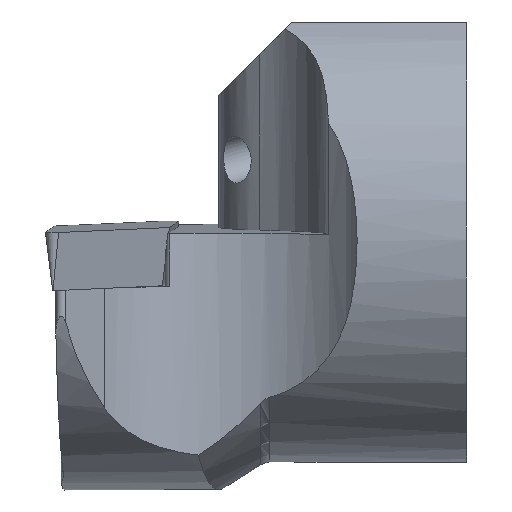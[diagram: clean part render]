
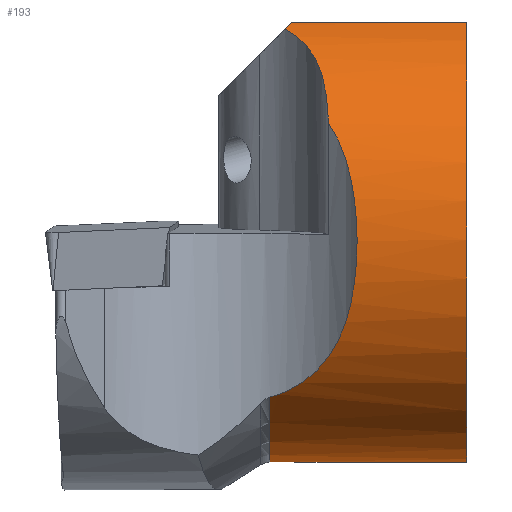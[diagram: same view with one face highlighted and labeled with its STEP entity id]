
A CAD part, front view. The second image highlights one B-rep face of the part: STEP entity #193.
In plain terms, the highlighted cylindrical face has radius 12.5 mm (diameter 25 mm), a partial arc.
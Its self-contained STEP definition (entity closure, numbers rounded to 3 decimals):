
#30=CYLINDRICAL_SURFACE('',#831,12.5);
#50=B_SPLINE_CURVE_WITH_KNOTS('',3,(#1200,#1201,#1202,#1203,#1204,#1205),
 .UNSPECIFIED.,.F.,.F.,(4,2,4),(0.,0.5,1.),.UNSPECIFIED.);
#51=B_SPLINE_CURVE_WITH_KNOTS('',3,(#1207,#1208,#1209,#1210,#1211,#1212,
#1213,#1214,#1215,#1216),.UNSPECIFIED.,.F.,.F.,(4,2,2,2,4),(0.,0.25,0.5,
0.75,1.),.UNSPECIFIED.);
#52=B_SPLINE_CURVE_WITH_KNOTS('',3,(#1217,#1218,#1219,#1220,#1221,#1222),
 .UNSPECIFIED.,.F.,.F.,(4,2,4),(0.,0.5,1.),.UNSPECIFIED.);
#53=B_SPLINE_CURVE_WITH_KNOTS('',3,(#1228,#1229,#1230,#1231,#1232,#1233),
 .UNSPECIFIED.,.F.,.F.,(4,2,4),(0.,0.5,1.),.UNSPECIFIED.);
#65=ELLIPSE('',#828,17.678,12.5);
#66=ELLIPSE('',#830,17.678,12.5);
#159=CIRCLE('',#823,12.5);
#160=CIRCLE('',#826,12.5);
#161=CIRCLE('',#829,12.5);
#193=ADVANCED_FACE('',(#254),#30,.T.);
#254=FACE_OUTER_BOUND('',#291,.T.);
#291=EDGE_LOOP('',(#380,#381,#382,#383,#384,#385,#386,#387,#388,#389,#390,
#391));
#380=ORIENTED_EDGE('',*,*,#637,.T.);
#381=ORIENTED_EDGE('',*,*,#638,.T.);
#382=ORIENTED_EDGE('',*,*,#639,.F.);
#383=ORIENTED_EDGE('',*,*,#640,.T.);
#384=ORIENTED_EDGE('',*,*,#630,.T.);
#385=ORIENTED_EDGE('',*,*,#641,.T.);
#386=ORIENTED_EDGE('',*,*,#642,.F.);
#387=ORIENTED_EDGE('',*,*,#643,.T.);
#388=ORIENTED_EDGE('',*,*,#644,.T.);
#389=ORIENTED_EDGE('',*,*,#645,.T.);
#390=ORIENTED_EDGE('',*,*,#646,.T.);
#391=ORIENTED_EDGE('',*,*,#635,.F.);
#554=VERTEX_POINT('',#1163);
#555=VERTEX_POINT('',#1165);
#558=VERTEX_POINT('',#1192);
#559=VERTEX_POINT('',#1193);
#560=VERTEX_POINT('',#1197);
#561=VERTEX_POINT('',#1199);
#562=VERTEX_POINT('',#1206);
#563=VERTEX_POINT('',#1223);
#564=VERTEX_POINT('',#1225);
#565=VERTEX_POINT('',#1227);
#566=VERTEX_POINT('',#1234);
#567=VERTEX_POINT('',#1236);
#630=EDGE_CURVE('',#555,#554,#159,.T.);
#635=EDGE_CURVE('',#558,#559,#160,.T.);
#637=EDGE_CURVE('',#558,#560,#724,.T.);
#638=EDGE_CURVE('',#560,#561,#65,.T.);
#639=EDGE_CURVE('',#562,#561,#50,.T.);
#640=EDGE_CURVE('',#562,#555,#51,.T.);
#641=EDGE_CURVE('',#554,#563,#52,.T.);
#642=EDGE_CURVE('',#564,#563,#725,.T.);
#643=EDGE_CURVE('',#564,#565,#161,.T.);
#644=EDGE_CURVE('',#565,#566,#53,.T.);
#645=EDGE_CURVE('',#566,#567,#66,.T.);
#646=EDGE_CURVE('',#567,#559,#726,.T.);
#724=LINE('',#1196,#776);
#725=LINE('',#1224,#777);
#726=LINE('',#1237,#778);
#776=VECTOR('',#958,1.);
#777=VECTOR('',#961,1.);
#778=VECTOR('',#966,1.);
#823=AXIS2_PLACEMENT_3D('',#1164,#947,#948);
#826=AXIS2_PLACEMENT_3D('',#1191,#953,#954);
#828=AXIS2_PLACEMENT_3D('',#1198,#959,#960);
#829=AXIS2_PLACEMENT_3D('',#1226,#962,#963);
#830=AXIS2_PLACEMENT_3D('',#1235,#964,#965);
#831=AXIS2_PLACEMENT_3D('',#1238,#967,#968);
#947=DIRECTION('',(1.,0.,0.));
#948=DIRECTION('',(0.,0.,-1.));
#953=DIRECTION('',(1.,0.,0.));
#954=DIRECTION('',(0.,0.,1.));
#958=DIRECTION('',(-1.,0.,0.));
#959=DIRECTION('',(0.707,0.,-0.707));
#960=DIRECTION('',(-0.707,0.,-0.707));
#961=DIRECTION('',(-1.,0.,0.));
#962=DIRECTION('',(1.,0.,0.));
#963=DIRECTION('',(0.,1.,0.));
#964=DIRECTION('',(0.707,0.,-0.707));
#965=DIRECTION('',(-0.707,0.,-0.707));
#966=DIRECTION('',(1.,0.,0.));
#967=DIRECTION('',(-1.,0.,0.));
#968=DIRECTION('',(0.,0.,1.));
#1163=CARTESIAN_POINT('',(12.287,7.215,-10.207));
#1164=CARTESIAN_POINT('',(12.287,0.,0.));
#1165=CARTESIAN_POINT('',(12.287,-8.738,-8.939));
#1191=CARTESIAN_POINT('',(23.,0.,0.));
#1192=CARTESIAN_POINT('',(23.,-4.899,11.5));
#1193=CARTESIAN_POINT('',(23.,4.899,11.5));
#1196=CARTESIAN_POINT('',(0.,-4.899,11.5));
#1197=CARTESIAN_POINT('',(13.5,-4.899,11.5));
#1198=CARTESIAN_POINT('',(2.,0.,0.));
#1199=CARTESIAN_POINT('',(13.117,-5.715,11.117));
#1200=CARTESIAN_POINT('',(15.487,-10.972,5.988));
#1201=CARTESIAN_POINT('',(15.45,-10.336,7.154));
#1202=CARTESIAN_POINT('',(15.32,-9.5,8.224));
#1203=CARTESIAN_POINT('',(14.602,-7.639,9.977));
#1204=CARTESIAN_POINT('',(13.997,-6.611,10.656));
#1205=CARTESIAN_POINT('',(13.117,-5.715,11.117));
#1206=CARTESIAN_POINT('',(15.487,-10.972,5.988));
#1207=CARTESIAN_POINT('',(15.487,-10.972,5.988));
#1208=CARTESIAN_POINT('',(16.266,-11.597,4.843));
#1209=CARTESIAN_POINT('',(16.677,-12.116,3.421));
#1210=CARTESIAN_POINT('',(17.084,-12.581,0.459));
#1211=CARTESIAN_POINT('',(17.093,-12.543,-1.1));
#1212=CARTESIAN_POINT('',(16.725,-11.919,-4.06));
#1213=CARTESIAN_POINT('',(16.343,-11.327,-5.453));
#1214=CARTESIAN_POINT('',(14.839,-9.92,-7.721));
#1215=CARTESIAN_POINT('',(13.709,-9.155,-8.531));
#1216=CARTESIAN_POINT('',(12.287,-8.738,-8.939));
#1217=CARTESIAN_POINT('',(12.287,7.215,-10.207));
#1218=CARTESIAN_POINT('',(13.932,8.492,-9.305));
#1219=CARTESIAN_POINT('',(14.743,10.1,-7.685));
#1220=CARTESIAN_POINT('',(15.437,12.116,-3.778));
#1221=CARTESIAN_POINT('',(15.446,12.61,-1.517));
#1222=CARTESIAN_POINT('',(15.439,12.479,0.729));
#1223=CARTESIAN_POINT('',(15.439,12.479,0.729));
#1224=CARTESIAN_POINT('',(0.,12.479,0.729));
#1225=CARTESIAN_POINT('',(15.5,12.479,0.729));
#1226=CARTESIAN_POINT('',(15.5,0.,0.));
#1227=CARTESIAN_POINT('',(15.5,11.026,5.888));
#1228=CARTESIAN_POINT('',(15.5,11.026,5.888));
#1229=CARTESIAN_POINT('',(15.5,10.347,7.159));
#1230=CARTESIAN_POINT('',(15.434,9.454,8.296));
#1231=CARTESIAN_POINT('',(14.821,7.385,10.182));
#1232=CARTESIAN_POINT('',(14.257,6.223,10.899));
#1233=CARTESIAN_POINT('',(13.367,5.2,11.367));
#1234=CARTESIAN_POINT('',(13.367,5.2,11.367));
#1235=CARTESIAN_POINT('',(2.,0.,0.));
#1236=CARTESIAN_POINT('',(13.5,4.899,11.5));
#1237=CARTESIAN_POINT('',(0.,4.899,11.5));
#1238=CARTESIAN_POINT('',(0.,0.,0.));
